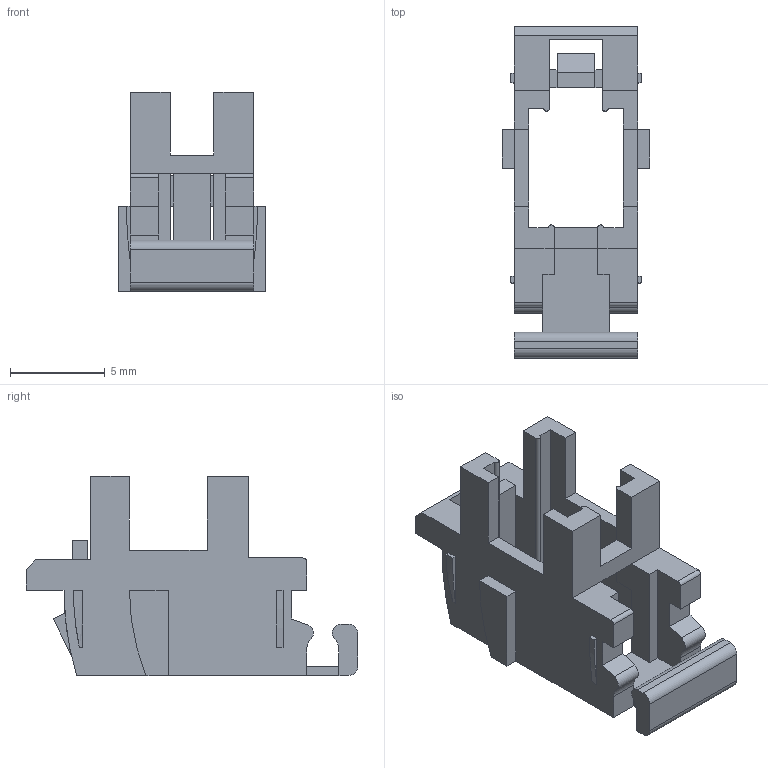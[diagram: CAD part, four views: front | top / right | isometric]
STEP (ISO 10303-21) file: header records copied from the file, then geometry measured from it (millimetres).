
FILE_DESCRIPTION(('FreeCAD Model'),'2;1');
FILE_NAME('Open CASCADE Shape Model','2023-08-07T17:38:41',(''),(''), 'Open CASCADE STEP processor 7.6','FreeCAD','Unknown');
FILE_SCHEMA(('AUTOMOTIVE_DESIGN { 1 0 10303 214 1 1 1 1 }'));
Length unit declared in the file: millimetre
Products named in the file (1): body
Bounding box: 7.8 x 17.5 x 10.5 mm (x, y, z)
Volume: 302.8 mm3; surface area: 797.9 mm2
Topology: 1 solids, 1 shells, 112 faces, 325 edges, 214 vertices
Faces by surface type: plane 89, cylinder 23
Entity records: 3693 total; most frequent: CARTESIAN_POINT 664, ORIENTED_EDGE 650, DIRECTION 595, EDGE_CURVE 325, LINE 277, VECTOR 277, VERTEX_POINT 214, AXIS2_PLACEMENT_3D 159
